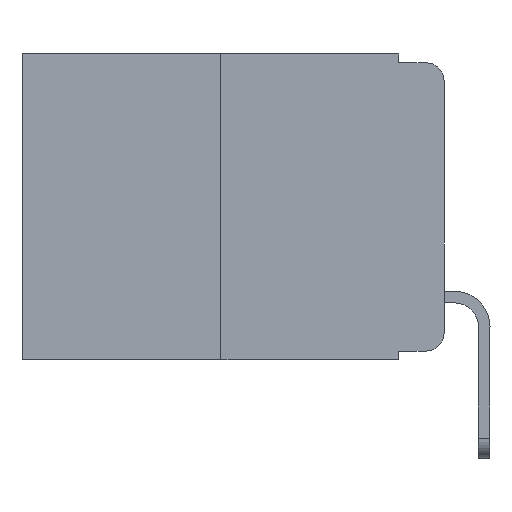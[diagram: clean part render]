
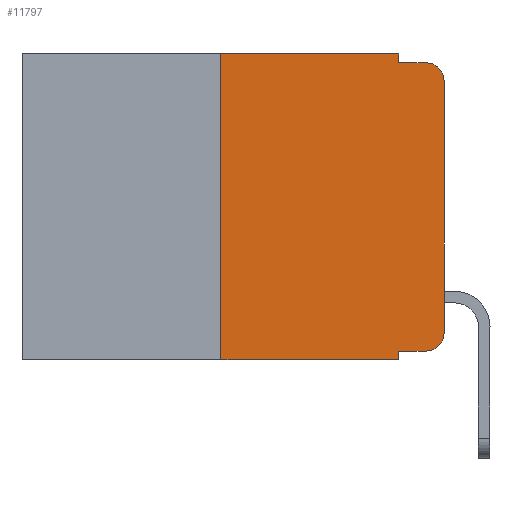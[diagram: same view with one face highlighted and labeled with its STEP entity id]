
A CAD part, left-side view. The second image highlights one B-rep face of the part: STEP entity #11797.
In plain terms, the highlighted planar face has unit normal (-1, 0, 0).
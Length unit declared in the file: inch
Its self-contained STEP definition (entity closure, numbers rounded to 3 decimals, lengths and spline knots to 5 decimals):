
#402 = LINE ( 'NONE', #15445, #19441 ) ;
#405 = EDGE_CURVE ( 'NONE', #6423, #19826, #11978, .T. ) ;
#891 = DIRECTION ( 'NONE',  ( 0., 0., -1. ) ) ;
#1202 = EDGE_CURVE ( 'NONE', #4759, #12526, #2577, .T. ) ;
#1828 = CARTESIAN_POINT ( 'NONE',  ( 0., 0.473, -0.343 ) ) ;
#2577 = LINE ( 'NONE', #19558, #3549 ) ;
#2684 = EDGE_CURVE ( 'NONE', #19826, #5260, #4811, .T. ) ;
#2991 = VECTOR ( 'NONE', #16893, 39.37008 ) ;
#3053 = VERTEX_POINT ( 'NONE', #17351 ) ;
#3549 = VECTOR ( 'NONE', #8761, 39.37008 ) ;
#4196 = PLANE ( 'NONE',  #8422 ) ;
#4385 = AXIS2_PLACEMENT_3D ( 'NONE', #12981, #17736, #11354 ) ;
#4728 = CARTESIAN_POINT ( 'NONE',  ( 0., 0.051, -0.343 ) ) ;
#4759 = VERTEX_POINT ( 'NONE', #15534 ) ;
#4811 = LINE ( 'NONE', #7469, #12054 ) ;
#4912 = CARTESIAN_POINT ( 'NONE',  ( 0., 0.25, 0. ) ) ;
#5142 = CARTESIAN_POINT ( 'NONE',  ( 0., 0.25, 0. ) ) ;
#5209 = EDGE_CURVE ( 'NONE', #9917, #6423, #402, .T. ) ;
#5260 = VERTEX_POINT ( 'NONE', #15378 ) ;
#5456 = ORIENTED_EDGE ( 'NONE', *, *, #2684, .F. ) ;
#5945 = VERTEX_POINT ( 'NONE', #4728 ) ;
#6158 = DIRECTION ( 'NONE',  ( 0., -1., 0. ) ) ;
#6284 = DIRECTION ( 'NONE',  ( 0., -1., 0. ) ) ;
#6423 = VERTEX_POINT ( 'NONE', #17338 ) ;
#6498 = ORIENTED_EDGE ( 'NONE', *, *, #13298, .T. ) ;
#6504 = EDGE_CURVE ( 'NONE', #8784, #3053, #15297, .T. ) ;
#6598 = ORIENTED_EDGE ( 'NONE', *, *, #5209, .F. ) ;
#6771 = CIRCLE ( 'NONE', #15139, 0.02 ) ;
#6896 = DIRECTION ( 'NONE',  ( 0., -1., 0. ) ) ;
#7211 = CARTESIAN_POINT ( 'NONE',  ( 0., 0.051, -0.333 ) ) ;
#7469 = CARTESIAN_POINT ( 'NONE',  ( 0., 0.051, -0.01 ) ) ;
#7545 = EDGE_CURVE ( 'NONE', #8784, #5945, #18402, .T. ) ;
#7835 = VECTOR ( 'NONE', #891, 39.37008 ) ;
#8239 = VECTOR ( 'NONE', #14198, 39.37008 ) ;
#8295 = ORIENTED_EDGE ( 'NONE', *, *, #1202, .T. ) ;
#8374 = ORIENTED_EDGE ( 'NONE', *, *, #6504, .T. ) ;
#8422 = AXIS2_PLACEMENT_3D ( 'NONE', #11798, #18105, #16491 ) ;
#8455 = VECTOR ( 'NONE', #18923, 39.37008 ) ;
#8761 = DIRECTION ( 'NONE',  ( 0., 0., 1. ) ) ;
#8784 = VERTEX_POINT ( 'NONE', #7211 ) ;
#9212 = CARTESIAN_POINT ( 'NONE',  ( 0., 0.25, -0.343 ) ) ;
#9600 = ORIENTED_EDGE ( 'NONE', *, *, #15175, .T. ) ;
#9773 = CARTESIAN_POINT ( 'NONE',  ( 0., 0.051, -0.333 ) ) ;
#9917 = VERTEX_POINT ( 'NONE', #5142 ) ;
#10314 = VERTEX_POINT ( 'NONE', #9212 ) ;
#10346 = CARTESIAN_POINT ( 'NONE',  ( 0., 0., -0.03 ) ) ;
#11175 = VECTOR ( 'NONE', #6896, 39.37008 ) ;
#11354 = DIRECTION ( 'NONE',  ( 0., 0., -1. ) ) ;
#11405 = CARTESIAN_POINT ( 'NONE',  ( 0., 0.02, -0.313 ) ) ;
#11542 = DIRECTION ( 'NONE',  ( -1., 0., 0. ) ) ;
#11559 = CARTESIAN_POINT ( 'NONE',  ( 0., 0.051, 0. ) ) ;
#11797 = ADVANCED_FACE ( 'NONE', ( #16574 ), #4196, .F. ) ;
#11798 = CARTESIAN_POINT ( 'NONE',  ( 0., 0.473, 0. ) ) ;
#11978 = LINE ( 'NONE', #11559, #7835 ) ;
#11996 = ORIENTED_EDGE ( 'NONE', *, *, #7545, .F. ) ;
#12054 = VECTOR ( 'NONE', #6284, 39.37008 ) ;
#12071 = CARTESIAN_POINT ( 'NONE',  ( 0., 0.051, -0.01 ) ) ;
#12131 = ORIENTED_EDGE ( 'NONE', *, *, #13879, .T. ) ;
#12526 = VERTEX_POINT ( 'NONE', #10346 ) ;
#12981 = CARTESIAN_POINT ( 'NONE',  ( 0., 0.02, -0.03 ) ) ;
#13298 = EDGE_CURVE ( 'NONE', #10314, #5945, #19391, .T. ) ;
#13879 = EDGE_CURVE ( 'NONE', #12526, #5260, #15270, .T. ) ;
#14198 = DIRECTION ( 'NONE',  ( 0., 0., 1. ) ) ;
#15139 = AXIS2_PLACEMENT_3D ( 'NONE', #11405, #11542, #17447 ) ;
#15175 = EDGE_CURVE ( 'NONE', #3053, #4759, #6771, .T. ) ;
#15260 = CARTESIAN_POINT ( 'NONE',  ( 0., 0.051, 0. ) ) ;
#15270 = CIRCLE ( 'NONE', #4385, 0.02 ) ;
#15297 = LINE ( 'NONE', #9773, #11175 ) ;
#15378 = CARTESIAN_POINT ( 'NONE',  ( 0., 0.02, -0.01 ) ) ;
#15445 = CARTESIAN_POINT ( 'NONE',  ( 0., 0.473, 0. ) ) ;
#15534 = CARTESIAN_POINT ( 'NONE',  ( 0., 0., -0.313 ) ) ;
#16491 = DIRECTION ( 'NONE',  ( 0., 0., -1. ) ) ;
#16524 = LINE ( 'NONE', #4912, #8239 ) ;
#16574 = FACE_OUTER_BOUND ( 'NONE', #17213, .T. ) ;
#16893 = DIRECTION ( 'NONE',  ( 0., 0., -1. ) ) ;
#17213 = EDGE_LOOP ( 'NONE', ( #8295, #12131, #5456, #19515, #6598, #17361, #6498, #11996, #8374, #9600 ) ) ;
#17338 = CARTESIAN_POINT ( 'NONE',  ( 0., 0.051, 0. ) ) ;
#17351 = CARTESIAN_POINT ( 'NONE',  ( 0., 0.02, -0.333 ) ) ;
#17361 = ORIENTED_EDGE ( 'NONE', *, *, #19834, .F. ) ;
#17447 = DIRECTION ( 'NONE',  ( 0., 0., -1. ) ) ;
#17736 = DIRECTION ( 'NONE',  ( -1., 0., 0. ) ) ;
#18105 = DIRECTION ( 'NONE',  ( 1., 0., 0. ) ) ;
#18402 = LINE ( 'NONE', #15260, #2991 ) ;
#18923 = DIRECTION ( 'NONE',  ( 0., -1., 0. ) ) ;
#19391 = LINE ( 'NONE', #1828, #8455 ) ;
#19441 = VECTOR ( 'NONE', #6158, 39.37008 ) ;
#19515 = ORIENTED_EDGE ( 'NONE', *, *, #405, .F. ) ;
#19558 = CARTESIAN_POINT ( 'NONE',  ( 0., 0., 0. ) ) ;
#19826 = VERTEX_POINT ( 'NONE', #12071 ) ;
#19834 = EDGE_CURVE ( 'NONE', #10314, #9917, #16524, .T. ) ;
